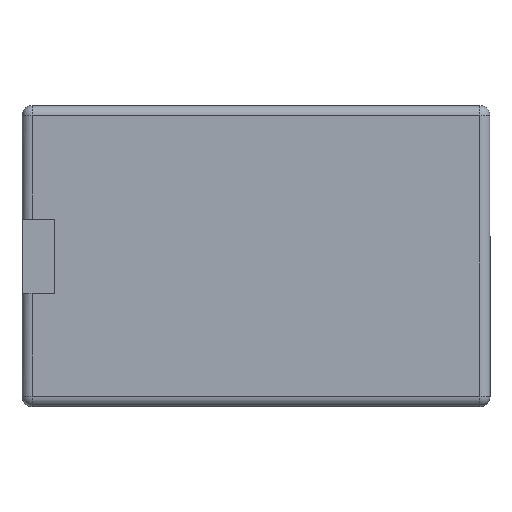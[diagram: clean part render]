
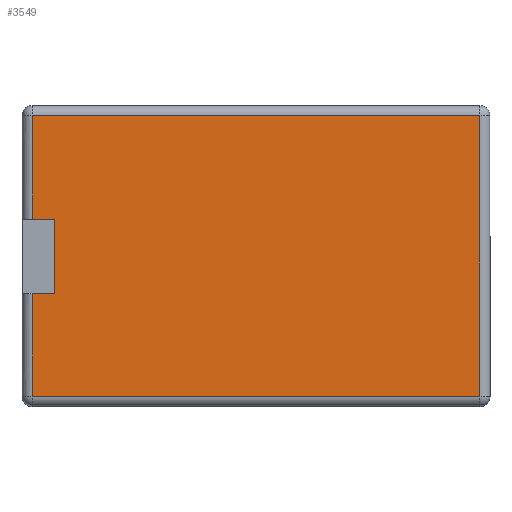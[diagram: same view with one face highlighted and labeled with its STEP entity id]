
A CAD part, top view. The second image highlights one B-rep face of the part: STEP entity #3549.
In plain terms, the highlighted planar face has unit normal (0, 0, 1).
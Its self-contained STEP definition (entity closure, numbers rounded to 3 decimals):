
#84 = VECTOR ( 'NONE', #1258, 1000. ) ;
#319 = VECTOR ( 'NONE', #13917, 1000. ) ;
#599 = EDGE_LOOP ( 'NONE', ( #4243, #12036, #8436, #9562, #4421, #8747, #2904, #10892 ) ) ;
#693 = VECTOR ( 'NONE', #8038, 1000. ) ;
#843 = CARTESIAN_POINT ( 'NONE',  ( -6.7, -4.5, 5.3 ) ) ;
#983 = EDGE_CURVE ( 'NONE', #15388, #7245, #14297, .T. ) ;
#1018 = CARTESIAN_POINT ( 'NONE',  ( 6.7, 4.5, 5.3 ) ) ;
#1127 = DIRECTION ( 'NONE',  ( 1., 0., 0. ) ) ;
#1258 = DIRECTION ( 'NONE',  ( -1., 0., 0. ) ) ;
#2095 = EDGE_CURVE ( 'NONE', #4507, #14703, #14084, .T. ) ;
#2403 = EDGE_CURVE ( 'NONE', #7245, #12266, #9349, .T. ) ;
#2654 = AXIS2_PLACEMENT_3D ( 'NONE', #12937, #15885, #1127 ) ;
#2704 = CARTESIAN_POINT ( 'NONE',  ( 7., -4.2, 5.3 ) ) ;
#2883 = LINE ( 'NONE', #6825, #5044 ) ;
#2904 = ORIENTED_EDGE ( 'NONE', *, *, #5570, .T. ) ;
#3549 = ADVANCED_FACE ( 'NONE', ( #15546 ), #3652, .T. ) ;
#3652 = PLANE ( 'NONE',  #2654 ) ;
#4243 = ORIENTED_EDGE ( 'NONE', *, *, #8799, .F. ) ;
#4327 = LINE ( 'NONE', #13235, #84 ) ;
#4421 = ORIENTED_EDGE ( 'NONE', *, *, #2403, .T. ) ;
#4507 = VERTEX_POINT ( 'NONE', #16488 ) ;
#4649 = CARTESIAN_POINT ( 'NONE',  ( -6.7, -4.2, 5.3 ) ) ;
#4912 = LINE ( 'NONE', #17157, #14267 ) ;
#4951 = DIRECTION ( 'NONE',  ( 0., -1., 0. ) ) ;
#5014 = VECTOR ( 'NONE', #9588, 1000. ) ;
#5044 = VECTOR ( 'NONE', #8220, 1000. ) ;
#5570 = EDGE_CURVE ( 'NONE', #7927, #4507, #4327, .T. ) ;
#6825 = CARTESIAN_POINT ( 'NONE',  ( -8.008, 1.102, 5.3 ) ) ;
#7002 = CARTESIAN_POINT ( 'NONE',  ( -6.7, 1.102, 5.3 ) ) ;
#7147 = CARTESIAN_POINT ( 'NONE',  ( -6.026, -1.12, 5.3 ) ) ;
#7245 = VERTEX_POINT ( 'NONE', #4649 ) ;
#7247 = CARTESIAN_POINT ( 'NONE',  ( -6.026, 1.102, 5.3 ) ) ;
#7271 = VECTOR ( 'NONE', #4951, 1000. ) ;
#7508 = CARTESIAN_POINT ( 'NONE',  ( 6.7, 4.2, 5.3 ) ) ;
#7638 = VERTEX_POINT ( 'NONE', #10421 ) ;
#7927 = VERTEX_POINT ( 'NONE', #7508 ) ;
#8038 = DIRECTION ( 'NONE',  ( 1., 0., 0. ) ) ;
#8220 = DIRECTION ( 'NONE',  ( -1., 0., 0. ) ) ;
#8436 = ORIENTED_EDGE ( 'NONE', *, *, #17011, .F. ) ;
#8454 = EDGE_CURVE ( 'NONE', #12266, #7927, #14290, .T. ) ;
#8562 = CARTESIAN_POINT ( 'NONE',  ( -6.7, -4.5, 5.3 ) ) ;
#8747 = ORIENTED_EDGE ( 'NONE', *, *, #8454, .T. ) ;
#8799 = EDGE_CURVE ( 'NONE', #11971, #14703, #2883, .T. ) ;
#9349 = LINE ( 'NONE', #2704, #693 ) ;
#9562 = ORIENTED_EDGE ( 'NONE', *, *, #983, .T. ) ;
#9588 = DIRECTION ( 'NONE',  ( 0., 1., 0. ) ) ;
#10319 = VECTOR ( 'NONE', #12813, 1000. ) ;
#10421 = CARTESIAN_POINT ( 'NONE',  ( -6.026, -1.12, 5.3 ) ) ;
#10892 = ORIENTED_EDGE ( 'NONE', *, *, #2095, .T. ) ;
#11971 = VERTEX_POINT ( 'NONE', #7247 ) ;
#12036 = ORIENTED_EDGE ( 'NONE', *, *, #12314, .F. ) ;
#12266 = VERTEX_POINT ( 'NONE', #13871 ) ;
#12314 = EDGE_CURVE ( 'NONE', #7638, #11971, #12317, .T. ) ;
#12317 = LINE ( 'NONE', #7147, #5014 ) ;
#12813 = DIRECTION ( 'NONE',  ( 0., 1., 0. ) ) ;
#12937 = CARTESIAN_POINT ( 'NONE',  ( 0., 0., 5.3 ) ) ;
#13235 = CARTESIAN_POINT ( 'NONE',  ( -7., 4.2, 5.3 ) ) ;
#13835 = CARTESIAN_POINT ( 'NONE',  ( -6.7, -1.12, 5.3 ) ) ;
#13871 = CARTESIAN_POINT ( 'NONE',  ( 6.7, -4.2, 5.3 ) ) ;
#13917 = DIRECTION ( 'NONE',  ( 0., -1., 0. ) ) ;
#14084 = LINE ( 'NONE', #8562, #319 ) ;
#14244 = DIRECTION ( 'NONE',  ( 1., 0., 0. ) ) ;
#14267 = VECTOR ( 'NONE', #14244, 1000. ) ;
#14290 = LINE ( 'NONE', #1018, #10319 ) ;
#14297 = LINE ( 'NONE', #843, #7271 ) ;
#14703 = VERTEX_POINT ( 'NONE', #7002 ) ;
#15388 = VERTEX_POINT ( 'NONE', #13835 ) ;
#15546 = FACE_OUTER_BOUND ( 'NONE', #599, .T. ) ;
#15885 = DIRECTION ( 'NONE',  ( 0., 0., 1. ) ) ;
#16488 = CARTESIAN_POINT ( 'NONE',  ( -6.7, 4.2, 5.3 ) ) ;
#17011 = EDGE_CURVE ( 'NONE', #15388, #7638, #4912, .T. ) ;
#17157 = CARTESIAN_POINT ( 'NONE',  ( -8.008, -1.12, 5.3 ) ) ;
